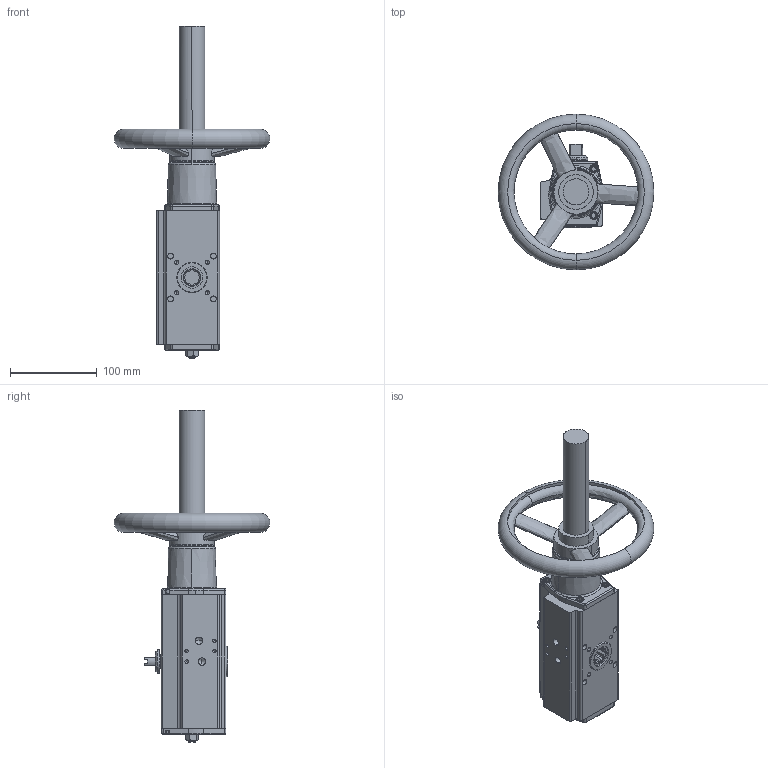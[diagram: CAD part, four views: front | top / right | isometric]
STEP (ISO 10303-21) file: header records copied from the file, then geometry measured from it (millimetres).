
FILE_DESCRIPTION (( 'STEP AP203' ), '1' );
FILE_NAME ('006368.STEP', '2018-08-13T12:27:14', ( '' ), ( '' ), 'SwSTEP 2.0', 'SolidWorks 2018', '' );
FILE_SCHEMA (( 'CONFIG_CONTROL_DESIGN' ));
Length unit declared in the file: millimetre
Products named in the file (1): 006368
Bounding box: 180 x 180 x 383.6 mm (x, y, z)
Volume: 1239515.3 mm3; surface area: 132945.8 mm2
Topology: 1 solids, 11 shells, 547 faces, 1446 edges, 930 vertices
Faces by surface type: plane 212, cylinder 184, cone 95, bspline 31, torus 25
Entity records: 29704 total; most frequent: CARTESIAN_POINT 17177, ORIENTED_EDGE 2832, DIRECTION 2154, EDGE_CURVE 1416, VERTEX_POINT 930, AXIS2_PLACEMENT_3D 776, EDGE_LOOP 620, VECTOR 602
